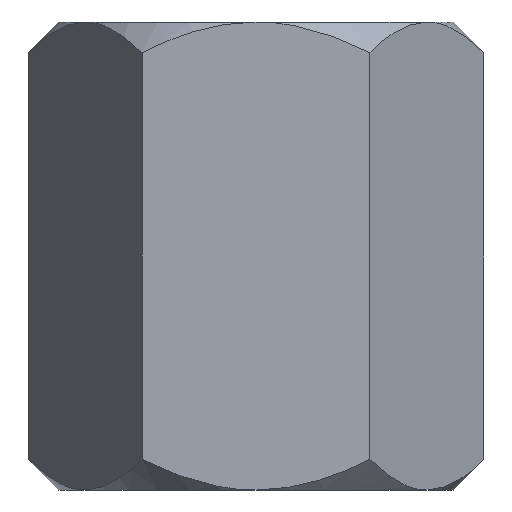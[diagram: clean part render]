
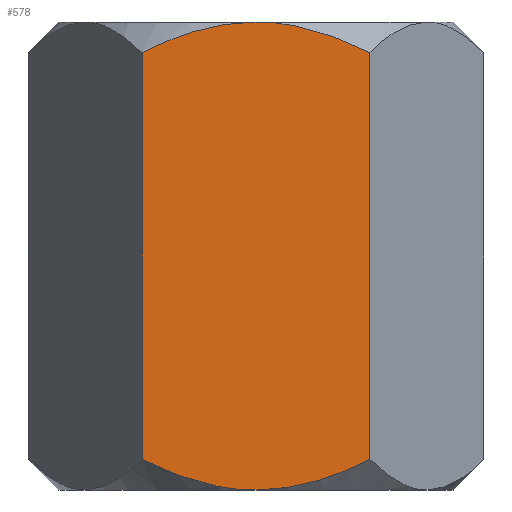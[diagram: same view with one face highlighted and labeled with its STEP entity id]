
A CAD part, left-side view. The second image highlights one B-rep face of the part: STEP entity #578.
In plain terms, the highlighted planar face has unit normal (-1, 0, 0).
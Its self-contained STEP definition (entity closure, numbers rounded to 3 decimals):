
#12 = CARTESIAN_POINT ( 'NONE',  ( -13.5, 0., -32. ) ) ;
#13 = ORIENTED_EDGE ( 'NONE', *, *, #345, .T. ) ;
#23 = B_SPLINE_CURVE_WITH_KNOTS ( 'NONE', 3,
 ( #232, #397, #352, #60, #629, #110, #638, #120 ),
 .UNSPECIFIED., .F., .F.,
 ( 4, 2, 2, 4 ),
 ( 0.028, 0.032, 0.035, 0.037 ),
 .UNSPECIFIED. ) ;
#51 = EDGE_CURVE ( 'NONE', #250, #549, #463, .T. ) ;
#53 = CARTESIAN_POINT ( 'NONE',  ( -13.5, 7.794, -29.912 ) ) ;
#59 = CARTESIAN_POINT ( 'NONE',  ( -13.5, -2.707, -31.747 ) ) ;
#60 = CARTESIAN_POINT ( 'NONE',  ( -13.5, 3.357, -31.603 ) ) ;
#68 = VERTEX_POINT ( 'NONE', #167 ) ;
#110 = CARTESIAN_POINT ( 'NONE',  ( -13.5, 1.353, -31.948 ) ) ;
#111 = CARTESIAN_POINT ( 'NONE',  ( -13.5, 6.577, -1.506 ) ) ;
#115 = CARTESIAN_POINT ( 'NONE',  ( -13.5, 0., 0. ) ) ;
#118 = CARTESIAN_POINT ( 'NONE',  ( -13.5, 5.314, -0.997 ) ) ;
#120 = CARTESIAN_POINT ( 'NONE',  ( -13.5, 0., -32. ) ) ;
#122 = CARTESIAN_POINT ( 'NONE',  ( -13.5, -7.192, -30.213 ) ) ;
#123 = EDGE_CURVE ( 'NONE', #201, #549, #395, .T. ) ;
#142 = CARTESIAN_POINT ( 'NONE',  ( -13.5, 0., 0. ) ) ;
#159 = DIRECTION ( 'NONE',  ( 0., 0., 1. ) ) ;
#165 = PLANE ( 'NONE',  #708 ) ;
#167 = CARTESIAN_POINT ( 'NONE',  ( -13.5, -7.794, -29.912 ) ) ;
#171 = EDGE_CURVE ( 'NONE', #68, #543, #627, .T. ) ;
#173 = CARTESIAN_POINT ( 'NONE',  ( -13.5, 0., -32. ) ) ;
#201 = VERTEX_POINT ( 'NONE', #53 ) ;
#207 = CARTESIAN_POINT ( 'NONE',  ( -13.5, -7.794, -2.088 ) ) ;
#220 = DIRECTION ( 'NONE',  ( 0., 0., 1. ) ) ;
#232 = CARTESIAN_POINT ( 'NONE',  ( -13.5, 7.794, -29.912 ) ) ;
#234 = CARTESIAN_POINT ( 'NONE',  ( -13.5, -3.368, -31.6 ) ) ;
#238 = CARTESIAN_POINT ( 'NONE',  ( -13.5, 0.678, 0. ) ) ;
#239 = CARTESIAN_POINT ( 'NONE',  ( -13.5, -7.794, -29.912 ) ) ;
#243 = ORIENTED_EDGE ( 'NONE', *, *, #171, .T. ) ;
#250 = VERTEX_POINT ( 'NONE', #142 ) ;
#277 = FACE_OUTER_BOUND ( 'NONE', #337, .T. ) ;
#279 = CARTESIAN_POINT ( 'NONE',  ( -13.5, -7.794, -32. ) ) ;
#330 = CARTESIAN_POINT ( 'NONE',  ( -13.5, -1.353, -0.052 ) ) ;
#337 = EDGE_LOOP ( 'NONE', ( #475, #13, #675, #243, #558, #423 ) ) ;
#338 = CARTESIAN_POINT ( 'NONE',  ( -13.5, 4.67, -0.771 ) ) ;
#345 = EDGE_CURVE ( 'NONE', #201, #619, #23, .T. ) ;
#352 = CARTESIAN_POINT ( 'NONE',  ( -13.5, 5.329, -31.041 ) ) ;
#363 = B_SPLINE_CURVE_WITH_KNOTS ( 'NONE', 3,
 ( #556, #628, #493, #509, #515, #330, #396, #387 ),
 .UNSPECIFIED., .F., .F.,
 ( 4, 2, 2, 4 ),
 ( 0.028, 0.032, 0.035, 0.037 ),
 .UNSPECIFIED. ) ;
#387 = CARTESIAN_POINT ( 'NONE',  ( -13.5, 0., 0. ) ) ;
#395 = LINE ( 'NONE', #737, #436 ) ;
#396 = CARTESIAN_POINT ( 'NONE',  ( -13.5, -0.679, 0. ) ) ;
#397 = CARTESIAN_POINT ( 'NONE',  ( -13.5, 6.58, -30.519 ) ) ;
#400 = CARTESIAN_POINT ( 'NONE',  ( -13.5, 7.794, -32. ) ) ;
#413 = CARTESIAN_POINT ( 'NONE',  ( -13.5, -6.577, -30.494 ) ) ;
#423 = ORIENTED_EDGE ( 'NONE', *, *, #51, .T. ) ;
#436 = VECTOR ( 'NONE', #159, 1000. ) ;
#463 = B_SPLINE_CURVE_WITH_KNOTS ( 'NONE', 3,
 ( #115, #238, #513, #471, #516, #338, #118, #111, #695, #702 ),
 .UNSPECIFIED., .F., .F.,
 ( 4, 2, 2, 2, 4 ),
 ( 0.037, 0.039, 0.041, 0.043, 0.045 ),
 .UNSPECIFIED. ) ;
#469 = CARTESIAN_POINT ( 'NONE',  ( -13.5, -4.67, -31.229 ) ) ;
#471 = CARTESIAN_POINT ( 'NONE',  ( -13.5, 2.707, -0.253 ) ) ;
#475 = ORIENTED_EDGE ( 'NONE', *, *, #123, .F. ) ;
#491 = DIRECTION ( 'NONE',  ( 0., 0., 1. ) ) ;
#493 = CARTESIAN_POINT ( 'NONE',  ( -13.5, -5.329, -0.959 ) ) ;
#509 = CARTESIAN_POINT ( 'NONE',  ( -13.5, -3.357, -0.397 ) ) ;
#513 = CARTESIAN_POINT ( 'NONE',  ( -13.5, 1.365, -0.053 ) ) ;
#515 = CARTESIAN_POINT ( 'NONE',  ( -13.5, -2.691, -0.25 ) ) ;
#516 = CARTESIAN_POINT ( 'NONE',  ( -13.5, 3.368, -0.4 ) ) ;
#520 = EDGE_CURVE ( 'NONE', #543, #250, #363, .T. ) ;
#543 = VERTEX_POINT ( 'NONE', #207 ) ;
#549 = VERTEX_POINT ( 'NONE', #669 ) ;
#556 = CARTESIAN_POINT ( 'NONE',  ( -13.5, -7.794, -2.088 ) ) ;
#558 = ORIENTED_EDGE ( 'NONE', *, *, #520, .T. ) ;
#578 = ADVANCED_FACE ( 'NONE', ( #277 ), #165, .T. ) ;
#581 = CARTESIAN_POINT ( 'NONE',  ( -13.5, -0.678, -32. ) ) ;
#586 = CARTESIAN_POINT ( 'NONE',  ( -13.5, -1.365, -31.947 ) ) ;
#619 = VERTEX_POINT ( 'NONE', #12 ) ;
#627 = LINE ( 'NONE', #279, #692 ) ;
#628 = CARTESIAN_POINT ( 'NONE',  ( -13.5, -6.58, -1.481 ) ) ;
#629 = CARTESIAN_POINT ( 'NONE',  ( -13.5, 2.691, -31.75 ) ) ;
#638 = CARTESIAN_POINT ( 'NONE',  ( -13.5, 0.679, -32. ) ) ;
#647 = B_SPLINE_CURVE_WITH_KNOTS ( 'NONE', 3,
 ( #173, #581, #586, #59, #234, #469, #701, #413, #122, #239 ),
 .UNSPECIFIED., .F., .F.,
 ( 4, 2, 2, 2, 4 ),
 ( 0.037, 0.039, 0.041, 0.043, 0.045 ),
 .UNSPECIFIED. ) ;
#669 = CARTESIAN_POINT ( 'NONE',  ( -13.5, 7.794, -2.088 ) ) ;
#675 = ORIENTED_EDGE ( 'NONE', *, *, #741, .T. ) ;
#692 = VECTOR ( 'NONE', #491, 1000. ) ;
#695 = CARTESIAN_POINT ( 'NONE',  ( -13.5, 7.192, -1.787 ) ) ;
#701 = CARTESIAN_POINT ( 'NONE',  ( -13.5, -5.314, -31.003 ) ) ;
#702 = CARTESIAN_POINT ( 'NONE',  ( -13.5, 7.794, -2.088 ) ) ;
#708 = AXIS2_PLACEMENT_3D ( 'NONE', #400, #744, #220 ) ;
#737 = CARTESIAN_POINT ( 'NONE',  ( -13.5, 7.794, -32. ) ) ;
#741 = EDGE_CURVE ( 'NONE', #619, #68, #647, .T. ) ;
#744 = DIRECTION ( 'NONE',  ( -1., 0., 0. ) ) ;
